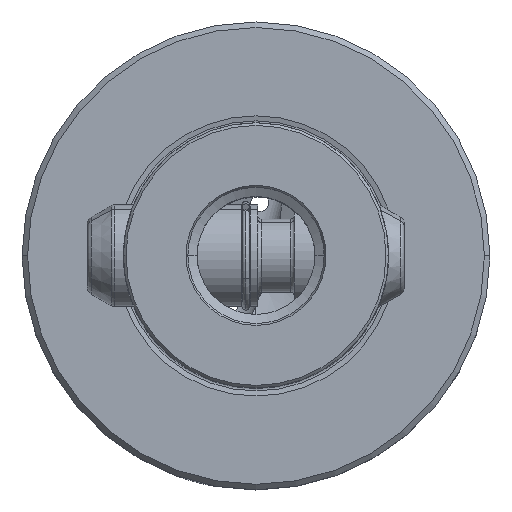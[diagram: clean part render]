
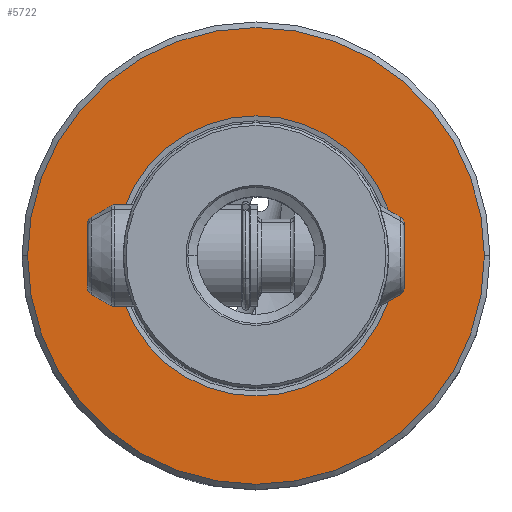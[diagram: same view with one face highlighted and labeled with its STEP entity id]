
A CAD part, top view. The second image highlights one B-rep face of the part: STEP entity #5722.
In plain terms, the highlighted planar face has unit normal (0, 0, 1).
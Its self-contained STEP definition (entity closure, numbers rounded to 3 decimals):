
#3776=VERTEX_POINT('NONE',#8828);
#4536=VERTEX_POINT('NONE',#9661);
#4650=EDGE_CURVE('NONE',#5202,#5792,#9786,.F.);
#5040=EDGE_CURVE('NONE',#5792,#5202,#10232,.F.);
#5202=VERTEX_POINT('NONE',#10411);
#5722=ADVANCED_FACE('NONE',(#10983,#10984),#10985,.T.);
#5792=VERTEX_POINT('NONE',#11058);
#6726=EDGE_CURVE('NONE',#3776,#4536,#12083,.T.);
#7378=EDGE_CURVE('NONE',#4536,#3776,#12805,.T.);
#8828=CARTESIAN_POINT('',(31.0,0.,0.0));
#9661=CARTESIAN_POINT('',(-31.0,0.,0.0));
#9786=CIRCLE('',#17653,19.012);
#10232=CIRCLE('',#18557,19.012);
#10411=CARTESIAN_POINT('',(19.012,0.,0.0));
#10983=FACE_OUTER_BOUND('',#19931,.T.);
#10984=FACE_BOUND('',#19932,.T.);
#10985=PLANE('',#19933);
#11058=CARTESIAN_POINT('',(-19.012,0.,0.0));
#12083=CIRCLE('',#22944,31.0);
#12805=CIRCLE('',#24289,31.0);
#17653=AXIS2_PLACEMENT_3D('',#27032,#27033,#27034);
#18557=AXIS2_PLACEMENT_3D('',#27627,#27628,#27629);
#19931=EDGE_LOOP('',(#28545,#28546));
#19932=EDGE_LOOP('',(#28547,#28548));
#19933=AXIS2_PLACEMENT_3D('',#28549,#28550,#28551);
#22944=AXIS2_PLACEMENT_3D('',#29687,#29688,#29689);
#24289=AXIS2_PLACEMENT_3D('',#30553,#30554,#30555);
#27032=CARTESIAN_POINT('',(0.0,0.0,0.0));
#27033=DIRECTION('',(0.0,0.0,-1.0));
#27034=DIRECTION('',(1.0,0.,0.0));
#27627=CARTESIAN_POINT('',(0.0,0.0,0.0));
#27628=DIRECTION('',(0.0,0.0,-1.0));
#27629=DIRECTION('',(1.0,0.,0.0));
#28545=ORIENTED_EDGE('',*,*,#7378,.F.);
#28546=ORIENTED_EDGE('',*,*,#6726,.F.);
#28547=ORIENTED_EDGE('',*,*,#4650,.F.);
#28548=ORIENTED_EDGE('',*,*,#5040,.F.);
#28549=CARTESIAN_POINT('',(-18.0,0.0,0.0));
#28550=DIRECTION('',(-0.0,0.0,1.0));
#28551=DIRECTION('',(0.0,1.0,0.0));
#29687=CARTESIAN_POINT('',(0.0,0.0,0.0));
#29688=DIRECTION('',(0.0,0.0,-1.0));
#29689=DIRECTION('',(-1.0,0.,0.0));
#30553=CARTESIAN_POINT('',(0.0,0.0,0.0));
#30554=DIRECTION('',(0.0,0.0,-1.0));
#30555=DIRECTION('',(-1.0,0.,0.0));
